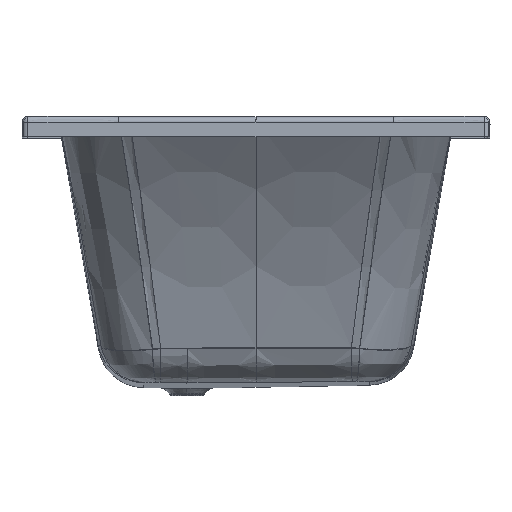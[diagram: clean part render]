
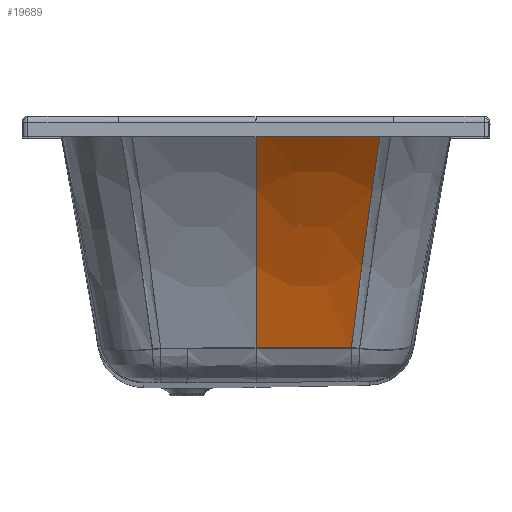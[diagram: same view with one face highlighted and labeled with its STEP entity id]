
A CAD part, top view. The second image highlights one B-rep face of the part: STEP entity #19689.
In plain terms, the highlighted free-form (B-spline) face has degree [3, 3] with [7, 4] control points.
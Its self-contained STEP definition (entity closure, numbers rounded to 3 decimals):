
#4727=CARTESIAN_POINT('',(0.,-6.571,785.841));
#4733=CARTESIAN_POINT('',(0.,-395.831,577.585));
#4734=CARTESIAN_POINT('',(0.,-360.08,586.991));
#4735=CARTESIAN_POINT('',(0.,-289.473,610.039));
#4736=CARTESIAN_POINT('',(0.,-188.216,656.765));
#4737=CARTESIAN_POINT('',(0.,-92.933,715.118));
#4738=CARTESIAN_POINT('',(0.,-34.394,761.178));
#4739=CARTESIAN_POINT('',(0.,-6.571,785.841));
#4741=CARTESIAN_POINT('',(0.,-395.831,577.585));
#4766=CARTESIAN_POINT('',(215.971,-6.597,785.872));
#4767=CARTESIAN_POINT('',(181.329,-6.589,785.862));
#4768=CARTESIAN_POINT('',(110.691,-6.576,785.847));
#4769=CARTESIAN_POINT('',(37.347,-6.571,785.841));
#4770=CARTESIAN_POINT('',(0.,-6.571,785.841));
#4772=CARTESIAN_POINT('',(215.971,-6.597,785.872));
#4773=CARTESIAN_POINT('',(211.533,-34.741,761.868));
#4774=CARTESIAN_POINT('',(202.694,-93.72,716.861));
#4775=CARTESIAN_POINT('',(189.456,-189.111,659.269));
#4776=CARTESIAN_POINT('',(176.2,-290.083,612.405));
#4777=CARTESIAN_POINT('',(167.35,-360.286,588.662));
#4778=CARTESIAN_POINT('',(162.947,-395.819,578.75));
#4780=CARTESIAN_POINT('',(162.947,-395.819,578.75));
#4781=CARTESIAN_POINT('',(154.737,-395.795,578.646));
#4782=CARTESIAN_POINT('',(138.51,-395.754,578.452));
#4783=CARTESIAN_POINT('',(114.588,-395.713,578.202));
#4784=CARTESIAN_POINT('',(91.555,-395.693,577.998));
#4785=CARTESIAN_POINT('',(68.54,-395.694,577.832));
#4786=CARTESIAN_POINT('',(45.656,-395.716,577.706));
#4787=CARTESIAN_POINT('',(23.007,-395.759,577.621));
#4788=CARTESIAN_POINT('',(7.685,-395.804,577.592));
#4789=CARTESIAN_POINT('',(0.,-395.831,577.585));
#7956=VERTEX_POINT('',#4741);
#7958=VERTEX_POINT('',#4780);
#7987=VERTEX_POINT('',#4727);
#7989=VERTEX_POINT('',#4766);
#19651=CARTESIAN_POINT('',(218.678,-3.169,
788.808));
#19652=CARTESIAN_POINT('',(145.063,-3.213,
788.809));
#19653=CARTESIAN_POINT('',(71.449,-3.238,
788.809));
#19654=CARTESIAN_POINT('',(-2.165,-3.238,
788.809));
#19655=CARTESIAN_POINT('',(214.011,-32.352,
763.712));
#19656=CARTESIAN_POINT('',(141.967,-32.137,
763.298));
#19657=CARTESIAN_POINT('',(69.923,-32.011,
763.055));
#19658=CARTESIAN_POINT('',(-2.119,-32.014,
763.06));
#19659=CARTESIAN_POINT('',(204.902,-92.444,
717.673));
#19660=CARTESIAN_POINT('',(135.928,-91.866,
716.605));
#19661=CARTESIAN_POINT('',(66.952,-91.528,
715.98));
#19662=CARTESIAN_POINT('',(-2.029,-91.535,
715.993));
#19663=CARTESIAN_POINT('',(191.35,-189.134,
659.314));
#19664=CARTESIAN_POINT('',(126.946,-188.373,
657.794));
#19665=CARTESIAN_POINT('',(62.533,-187.928,
656.903));
#19666=CARTESIAN_POINT('',(-1.895,-187.937,
656.921));
#19667=CARTESIAN_POINT('',(177.763,-291.601,
611.751));
#19668=CARTESIAN_POINT('',(117.931,-290.948,
610.325));
#19669=CARTESIAN_POINT('',(58.092,-290.566,
609.49));
#19670=CARTESIAN_POINT('',(-1.76,-290.574,
609.506));
#19671=CARTESIAN_POINT('',(168.625,-363.429,
587.636));
#19672=CARTESIAN_POINT('',(111.863,-363.002,
586.667));
#19673=CARTESIAN_POINT('',(55.099,-362.752,
586.099));
#19674=CARTESIAN_POINT('',(-1.67,-362.757,
586.111));
#19675=CARTESIAN_POINT('',(163.98,-400.593,
577.452));
#19676=CARTESIAN_POINT('',(108.779,-400.308,
576.823));
#19677=CARTESIAN_POINT('',(53.579,-400.141,
576.454));
#19678=CARTESIAN_POINT('',(-1.624,-400.144,
576.461));
#19679=B_SPLINE_SURFACE_WITH_KNOTS('',3,3,((#19651,#19652,#19653,#19654),
(#19655,#19656,#19657,#19658),(#19659,#19660,#19661,#19662),(#19663,#19664,
#19665,#19666),(#19667,#19668,#19669,#19670),(#19671,#19672,#19673,#19674),(
#19675,#19676,#19677,#19678)),.UNSPECIFIED.,.F.,.F.,.F.,(4,1,1,1,4),(4,4),(
-0.005,0.221,0.437,0.654,
0.88),(0.797,1.002),.UNSPECIFIED.);
#19681=ORIENTED_EDGE('',*,*,#19680,.F.);
#19683=ORIENTED_EDGE('',*,*,#19682,.T.);
#19685=ORIENTED_EDGE('',*,*,#19684,.T.);
#19686=ORIENTED_EDGE('',*,*,#19640,.T.);
#19687=EDGE_LOOP('',(#19681,#19683,#19685,#19686));
#19688=FACE_OUTER_BOUND('',#19687,.F.);
#19689=ADVANCED_FACE('',(#19688),#19679,.F.);
#4740=B_SPLINE_CURVE_WITH_KNOTS('',3,(#4733,#4734,#4735,#4736,#4737,#4738,
#4739),.UNSPECIFIED.,.F.,.F.,(4,1,1,1,4),(0.,0.249,
0.499,0.75,1.),.UNSPECIFIED.);
#4771=B_SPLINE_CURVE_WITH_KNOTS('',3,(#4766,#4767,#4768,#4769,#4770),
.UNSPECIFIED.,.F.,.F.,(4,1,4),(0.,0.5,1.),.UNSPECIFIED.);
#4779=B_SPLINE_CURVE_WITH_KNOTS('',3,(#4772,#4773,#4774,#4775,#4776,#4777,
#4778),.UNSPECIFIED.,.F.,.F.,(4,1,1,1,4),(0.,0.25,
0.5,0.751,1.),.UNSPECIFIED.);
#4790=B_SPLINE_CURVE_WITH_KNOTS('',3,(#4780,#4781,#4782,#4783,#4784,#4785,#4786,
#4787,#4788,#4789),.UNSPECIFIED.,.F.,.F.,(4,1,1,1,1,1,1,4),(0.,
0.143,0.286,0.429,0.571,
0.714,0.857,1.),.UNSPECIFIED.);
#19640=EDGE_CURVE('',#7956,#7987,#4740,.T.);
#19680=EDGE_CURVE('',#7989,#7987,#4771,.T.);
#19682=EDGE_CURVE('',#7989,#7958,#4779,.T.);
#19684=EDGE_CURVE('',#7958,#7956,#4790,.T.);
